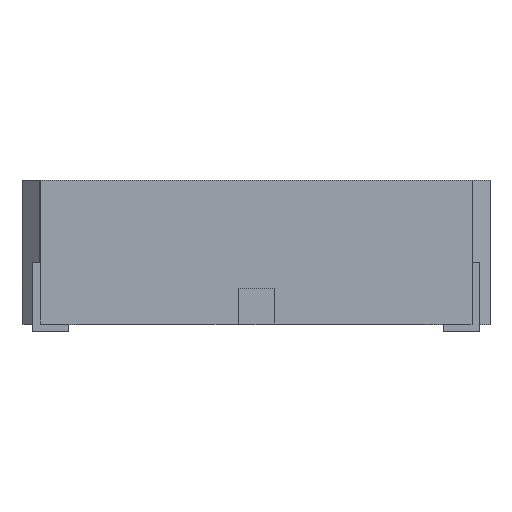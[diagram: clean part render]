
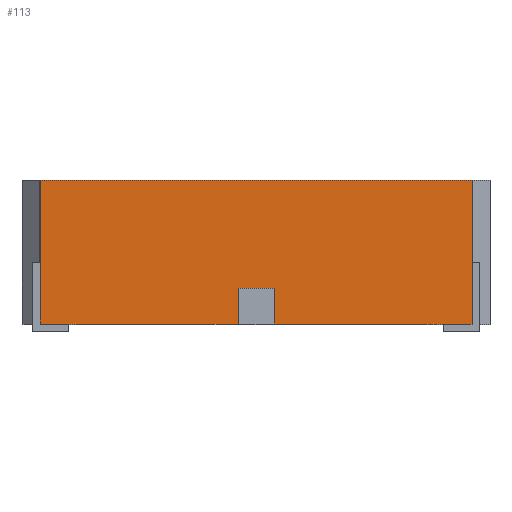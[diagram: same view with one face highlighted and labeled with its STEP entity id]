
A CAD part, top view. The second image highlights one B-rep face of the part: STEP entity #113.
In plain terms, the highlighted planar face has unit normal (0, 0, 1).
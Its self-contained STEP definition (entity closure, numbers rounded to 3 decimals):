
#80 = DIRECTION ( 'NONE',  ( -1., 0., 0. ) ) ;
#100 = CARTESIAN_POINT ( 'NONE',  ( -6.5, 4., 6.5 ) ) ;
#112 = VERTEX_POINT ( 'NONE', #3811 ) ;
#113 = ADVANCED_FACE ( 'NONE', ( #3209 ), #1090, .F. ) ;
#184 = LINE ( 'NONE', #3962, #3786 ) ;
#247 = EDGE_CURVE ( 'NONE', #522, #112, #184, .T. ) ;
#308 = VERTEX_POINT ( 'NONE', #315 ) ;
#315 = CARTESIAN_POINT ( 'NONE',  ( -0.5, 1., 6.5 ) ) ;
#493 = EDGE_CURVE ( 'NONE', #2101, #2303, #3085, .T. ) ;
#522 = VERTEX_POINT ( 'NONE', #2429 ) ;
#594 = EDGE_CURVE ( 'NONE', #308, #4008, #2283, .T. ) ;
#659 = ORIENTED_EDGE ( 'NONE', *, *, #3442, .T. ) ;
#940 = CARTESIAN_POINT ( 'NONE',  ( 6., 4., 6.5 ) ) ;
#1037 = EDGE_CURVE ( 'NONE', #522, #4008, #1759, .T. ) ;
#1045 = DIRECTION ( 'NONE',  ( 1., 0., 0. ) ) ;
#1077 = CARTESIAN_POINT ( 'NONE',  ( -6.5, 0., 6.5 ) ) ;
#1090 = PLANE ( 'NONE',  #1627 ) ;
#1195 = LINE ( 'NONE', #4089, #2648 ) ;
#1232 = ORIENTED_EDGE ( 'NONE', *, *, #1801, .F. ) ;
#1257 = DIRECTION ( 'NONE',  ( 1., 0., 0. ) ) ;
#1283 = CARTESIAN_POINT ( 'NONE',  ( 6., 0., 6.5 ) ) ;
#1330 = CARTESIAN_POINT ( 'NONE',  ( 0.5, 0., 6.5 ) ) ;
#1380 = DIRECTION ( 'NONE',  ( 1., 0., 0. ) ) ;
#1593 = DIRECTION ( 'NONE',  ( 1., 0., 0. ) ) ;
#1627 = AXIS2_PLACEMENT_3D ( 'NONE', #100, #3013, #80 ) ;
#1748 = VECTOR ( 'NONE', #2775, 1000. ) ;
#1759 = LINE ( 'NONE', #1077, #2144 ) ;
#1801 = EDGE_CURVE ( 'NONE', #112, #2256, #2796, .T. ) ;
#1850 = CARTESIAN_POINT ( 'NONE',  ( 0.5, 1., 6.5 ) ) ;
#1888 = ORIENTED_EDGE ( 'NONE', *, *, #2942, .T. ) ;
#1973 = DIRECTION ( 'NONE',  ( 0., 1., 0. ) ) ;
#2017 = LINE ( 'NONE', #3884, #3489 ) ;
#2101 = VERTEX_POINT ( 'NONE', #3183 ) ;
#2134 = DIRECTION ( 'NONE',  ( 0., 1., 0. ) ) ;
#2144 = VECTOR ( 'NONE', #1380, 1000. ) ;
#2256 = VERTEX_POINT ( 'NONE', #940 ) ;
#2283 = LINE ( 'NONE', #2565, #3006 ) ;
#2303 = VERTEX_POINT ( 'NONE', #1330 ) ;
#2429 = CARTESIAN_POINT ( 'NONE',  ( -6., 0., 6.5 ) ) ;
#2445 = ORIENTED_EDGE ( 'NONE', *, *, #594, .F. ) ;
#2565 = CARTESIAN_POINT ( 'NONE',  ( -0.5, 1., 6.5 ) ) ;
#2611 = VECTOR ( 'NONE', #1257, 1000. ) ;
#2622 = LINE ( 'NONE', #3544, #3245 ) ;
#2648 = VECTOR ( 'NONE', #1593, 1000. ) ;
#2676 = VERTEX_POINT ( 'NONE', #1283 ) ;
#2775 = DIRECTION ( 'NONE',  ( 0., -1., 0. ) ) ;
#2796 = LINE ( 'NONE', #2812, #2611 ) ;
#2812 = CARTESIAN_POINT ( 'NONE',  ( -6.5, 4., 6.5 ) ) ;
#2883 = ORIENTED_EDGE ( 'NONE', *, *, #247, .F. ) ;
#2922 = CARTESIAN_POINT ( 'NONE',  ( -0.5, 0., 6.5 ) ) ;
#2942 = EDGE_CURVE ( 'NONE', #2676, #2256, #2622, .T. ) ;
#3006 = VECTOR ( 'NONE', #3227, 1000. ) ;
#3013 = DIRECTION ( 'NONE',  ( 0., 0., -1. ) ) ;
#3085 = LINE ( 'NONE', #1850, #1748 ) ;
#3154 = ORIENTED_EDGE ( 'NONE', *, *, #1037, .T. ) ;
#3183 = CARTESIAN_POINT ( 'NONE',  ( 0.5, 1., 6.5 ) ) ;
#3209 = FACE_OUTER_BOUND ( 'NONE', #3755, .T. ) ;
#3227 = DIRECTION ( 'NONE',  ( 0., -1., 0. ) ) ;
#3245 = VECTOR ( 'NONE', #1973, 1000. ) ;
#3314 = EDGE_CURVE ( 'NONE', #308, #2101, #2017, .T. ) ;
#3442 = EDGE_CURVE ( 'NONE', #2303, #2676, #1195, .T. ) ;
#3480 = ORIENTED_EDGE ( 'NONE', *, *, #493, .T. ) ;
#3489 = VECTOR ( 'NONE', #1045, 1000. ) ;
#3544 = CARTESIAN_POINT ( 'NONE',  ( 6., 0., 6.5 ) ) ;
#3755 = EDGE_LOOP ( 'NONE', ( #3154, #2445, #3941, #3480, #659, #1888, #1232, #2883 ) ) ;
#3786 = VECTOR ( 'NONE', #2134, 1000. ) ;
#3811 = CARTESIAN_POINT ( 'NONE',  ( -6., 4., 6.5 ) ) ;
#3884 = CARTESIAN_POINT ( 'NONE',  ( -0.5, 1., 6.5 ) ) ;
#3941 = ORIENTED_EDGE ( 'NONE', *, *, #3314, .T. ) ;
#3962 = CARTESIAN_POINT ( 'NONE',  ( -6., 0., 6.5 ) ) ;
#4008 = VERTEX_POINT ( 'NONE', #2922 ) ;
#4089 = CARTESIAN_POINT ( 'NONE',  ( -6.5, 0., 6.5 ) ) ;
